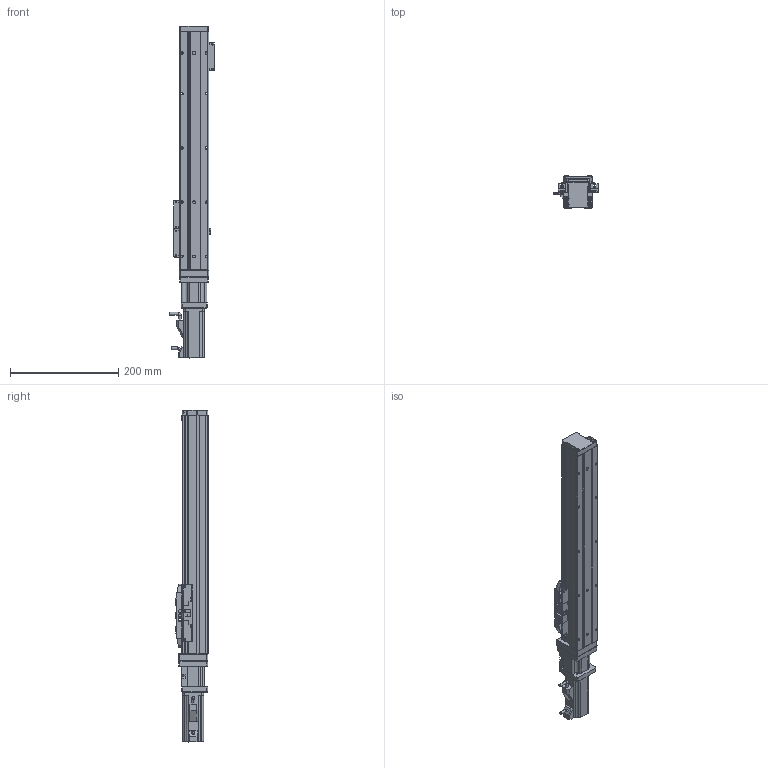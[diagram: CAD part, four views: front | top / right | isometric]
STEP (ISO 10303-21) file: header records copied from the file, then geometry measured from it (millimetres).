
FILE_DESCRIPTION (( 'STEP AP214' ), '1' );
FILE_NAME ('GSC50-300-MS-P3.step', '2019-06-13T02:53:18', ( '' ), ( '' ), 'SwSTEP 2.0', 'SolidWorks 2016', '' );
FILE_SCHEMA (( 'AUTOMOTIVE_DESIGN' ));
Length unit declared in the file: millimetre
Products named in the file (14): GSC50痄雄釱俋褲; GSC50-MS; GSC50萇儂假蚾釱; GSC50痄雄釱; GSC50嘐隅傷; GSC50-300-MS-P3; GSC50盓厥傷; 侂狟MSMD-100W; GSC50薊粣ん裔啣; GSC50羲壽諉揖え; GSC50-300菁釱; GSC50祥凄詩情え揤啣; 674; GSC50 8嫖萇羲壽假蚾啣
Assembly tree (19 placements, depth 3):
  GSC50-300-MS-P3
    GSC50-300菁釱
    GSC50盓厥傷
    GSC50嘐隅傷
    GSC50痄雄釱
    GSC50痄雄釱俋褲
    GSC50 8嫖萇羲壽假蚾啣  x3
    674  x3
    GSC50羲壽諉揖え  x2
    GSC50祥凄詩情え揤啣  x2
    GSC50-MS
      GSC50萇儂假蚾釱
      侂狟MSMD-100W
      GSC50薊粣ん裔啣
Bounding box: 82.2 x 60 x 612.5 mm (x, y, z)
Volume: 709929.9 mm3; surface area: 288113 mm2
Topology: 18 solids, 18 shells, 1105 faces, 2883 edges, 1841 vertices
Faces by surface type: plane 578, cylinder 419, cone 82, torus 20, sphere 4, bspline 2
Entity records: 31120 total; most frequent: CARTESIAN_POINT 5154, DIRECTION 4932, ORIENTED_EDGE 4690, EDGE_CURVE 2345, AXIS2_PLACEMENT_3D 1702, LINE 1528, VECTOR 1528, VERTEX_POINT 1505
